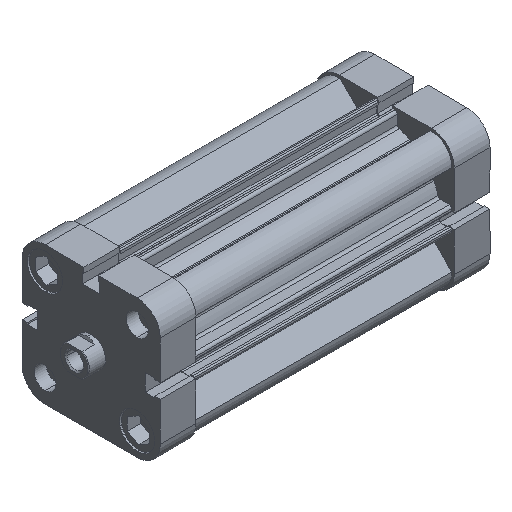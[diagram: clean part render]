
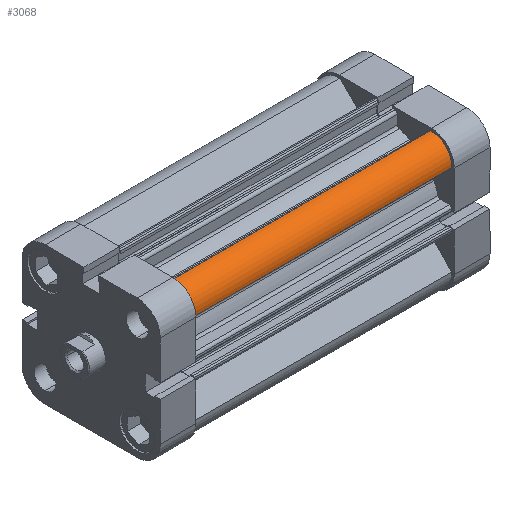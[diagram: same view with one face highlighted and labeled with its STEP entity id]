
A CAD part, isometric view. The second image highlights one B-rep face of the part: STEP entity #3068.
In plain terms, the highlighted cylindrical face has radius 8.5 mm (diameter 17 mm), a partial arc.
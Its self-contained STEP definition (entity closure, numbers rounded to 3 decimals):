
#512 = VERTEX_POINT ( 'NONE', #4496 ) ;
#524 = VERTEX_POINT ( 'NONE', #4399 ) ;
#861 = VERTEX_POINT ( 'NONE', #5063 ) ;
#961 = VERTEX_POINT ( 'NONE', #5069 ) ;
#1731 = DIRECTION ( 'NONE',  ( 0., 0., -1. ) ) ;
#1734 = DIRECTION ( 'NONE',  ( -1., 0., 0. ) ) ;
#1742 = CARTESIAN_POINT ( 'NONE',  ( 19., -19., 106.5 ) ) ;
#2779 = EDGE_LOOP ( 'NONE', ( #3867, #3868, #3869, #3870 ) ) ;
#3068 = ADVANCED_FACE ( 'NONE', ( #6236 ), #6238, .T. ) ;
#3867 = ORIENTED_EDGE ( 'NONE', *, *, #5655, .T. ) ;
#3868 = ORIENTED_EDGE ( 'NONE', *, *, #5706, .F. ) ;
#3869 = ORIENTED_EDGE ( 'NONE', *, *, #5604, .F. ) ;
#3870 = ORIENTED_EDGE ( 'NONE', *, *, #5720, .T. ) ;
#4399 = CARTESIAN_POINT ( 'NONE',  ( 27.493, -18.654, 0. ) ) ;
#4496 = CARTESIAN_POINT ( 'NONE',  ( 18.654, -27.493, 0. ) ) ;
#5063 = CARTESIAN_POINT ( 'NONE',  ( 18.654, -27.493, 106.5 ) ) ;
#5069 = CARTESIAN_POINT ( 'NONE',  ( 27.493, -18.654, 106.5 ) ) ;
#5604 = EDGE_CURVE ( 'NONE', #861, #961, #9006, .T. ) ;
#5655 = EDGE_CURVE ( 'NONE', #512, #524, #9081, .T. ) ;
#5706 = EDGE_CURVE ( 'NONE', #961, #524, #9157, .T. ) ;
#5720 = EDGE_CURVE ( 'NONE', #861, #512, #9185, .T. ) ;
#6236 = FACE_OUTER_BOUND ( 'NONE', #2779, .T. ) ;
#6238 = CYLINDRICAL_SURFACE ( 'NONE', #7218, 8.5 ) ;
#7218 = AXIS2_PLACEMENT_3D ( 'NONE', #1742, #1731, #1734 ) ;
#7538 = AXIS2_PLACEMENT_3D ( 'NONE', #9546, #9555, #9556 ) ;
#7563 = AXIS2_PLACEMENT_3D ( 'NONE', #9674, #9682, #9683 ) ;
#9006 = CIRCLE ( 'NONE', #7538, 8.5 ) ;
#9081 = CIRCLE ( 'NONE', #7563, 8.5 ) ;
#9157 = LINE ( 'NONE', #9807, #9158 ) ;
#9158 = VECTOR ( 'NONE', #9808, 1000. ) ;
#9185 = LINE ( 'NONE', #9835, #9186 ) ;
#9186 = VECTOR ( 'NONE', #9836, 1000. ) ;
#9546 = CARTESIAN_POINT ( 'NONE',  ( 19., -19., 106.5 ) ) ;
#9555 = DIRECTION ( 'NONE',  ( 0., 0., 1. ) ) ;
#9556 = DIRECTION ( 'NONE',  ( -1., 0., 0. ) ) ;
#9674 = CARTESIAN_POINT ( 'NONE',  ( 19., -19., 0. ) ) ;
#9682 = DIRECTION ( 'NONE',  ( 0., 0., 1. ) ) ;
#9683 = DIRECTION ( 'NONE',  ( -1., 0., 0. ) ) ;
#9807 = CARTESIAN_POINT ( 'NONE',  ( 27.493, -18.654, 106.5 ) ) ;
#9808 = DIRECTION ( 'NONE',  ( 0., 0., -1. ) ) ;
#9835 = CARTESIAN_POINT ( 'NONE',  ( 18.654, -27.493, 106.5 ) ) ;
#9836 = DIRECTION ( 'NONE',  ( 0., 0., -1. ) ) ;
